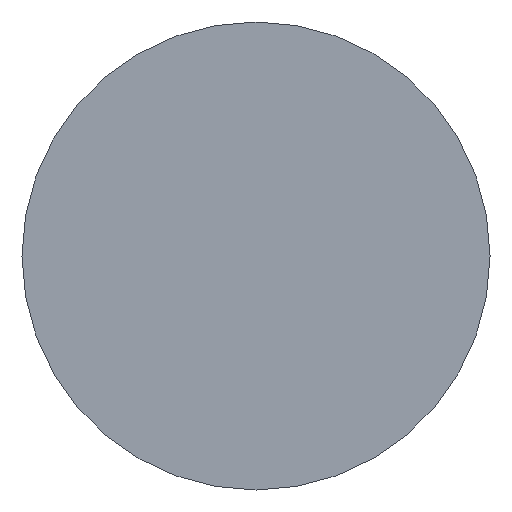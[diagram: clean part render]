
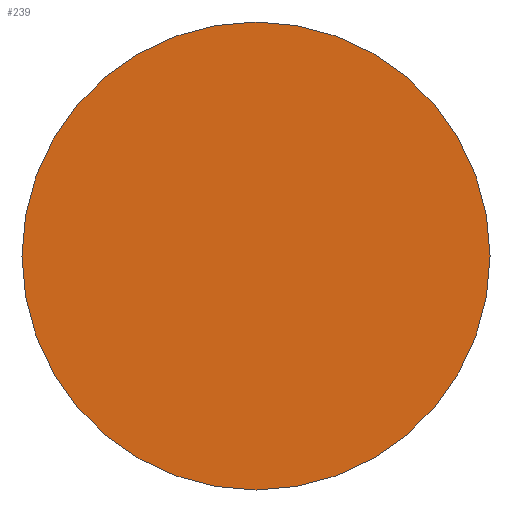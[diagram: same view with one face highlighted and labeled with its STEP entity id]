
A CAD part, front view. The second image highlights one B-rep face of the part: STEP entity #239.
In plain terms, the highlighted planar face has unit normal (0, -1, 0).
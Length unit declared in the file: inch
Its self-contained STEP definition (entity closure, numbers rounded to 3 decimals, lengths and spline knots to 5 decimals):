
#60 = CIRCLE ( 'NONE', #408, 0.25 ) ;
#81 = EDGE_LOOP ( 'NONE', ( #198, #281 ) ) ;
#98 = DIRECTION ( 'NONE',  ( 0., 0., -1. ) ) ;
#103 = EDGE_CURVE ( 'NONE', #144, #274, #60, .T. ) ;
#128 = EDGE_CURVE ( 'NONE', #274, #144, #371, .T. ) ;
#134 = CARTESIAN_POINT ( 'NONE',  ( 0., 0., 0. ) ) ;
#144 = VERTEX_POINT ( 'NONE', #333 ) ;
#146 = PLANE ( 'NONE',  #321 ) ;
#182 = CARTESIAN_POINT ( 'NONE',  ( 0., 0., -0.25 ) ) ;
#198 = ORIENTED_EDGE ( 'NONE', *, *, #128, .T. ) ;
#200 = DIRECTION ( 'NONE',  ( 0., -1., 0. ) ) ;
#204 = DIRECTION ( 'NONE',  ( 0., 0., -1. ) ) ;
#218 = CARTESIAN_POINT ( 'NONE',  ( 0., 0., 0. ) ) ;
#219 = DIRECTION ( 'NONE',  ( 0., -1., 0. ) ) ;
#220 = AXIS2_PLACEMENT_3D ( 'NONE', #134, #200, #204 ) ;
#224 = DIRECTION ( 'NONE',  ( 0., 0., -1. ) ) ;
#239 = ADVANCED_FACE ( 'NONE', ( #311 ), #146, .T. ) ;
#257 = DIRECTION ( 'NONE',  ( 0., -1., 0. ) ) ;
#274 = VERTEX_POINT ( 'NONE', #182 ) ;
#281 = ORIENTED_EDGE ( 'NONE', *, *, #103, .T. ) ;
#311 = FACE_OUTER_BOUND ( 'NONE', #81, .T. ) ;
#321 = AXIS2_PLACEMENT_3D ( 'NONE', #218, #257, #224 ) ;
#333 = CARTESIAN_POINT ( 'NONE',  ( 0., 0., 0.25 ) ) ;
#371 = CIRCLE ( 'NONE', #220, 0.25 ) ;
#408 = AXIS2_PLACEMENT_3D ( 'NONE', #437, #219, #98 ) ;
#437 = CARTESIAN_POINT ( 'NONE',  ( 0., 0., 0. ) ) ;
